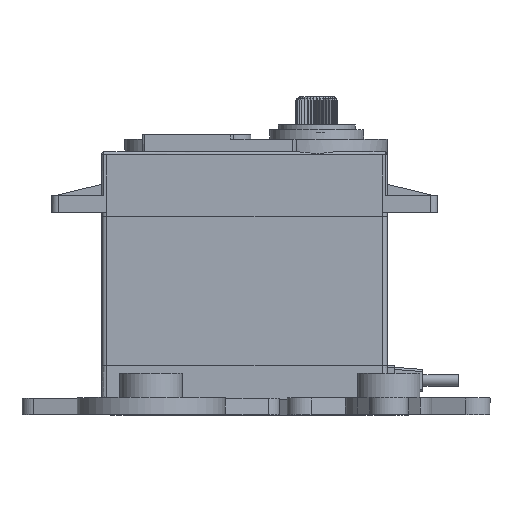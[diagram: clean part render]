
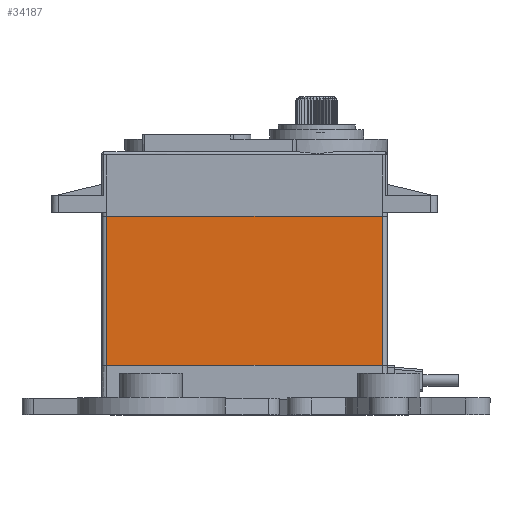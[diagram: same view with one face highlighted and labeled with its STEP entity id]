
A CAD part, top view. The second image highlights one B-rep face of the part: STEP entity #34187.
In plain terms, the highlighted free-form (B-spline) face has degree [1, 1] with [2, 2] control points.
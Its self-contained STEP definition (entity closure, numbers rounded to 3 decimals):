
#33874 = VERTEX_POINT('',#33875);
#33875 = CARTESIAN_POINT('',(19.465,-21.538,
    9.96));
#33881 = EDGE_CURVE('',#33874,#33882,#33884,.T.);
#33882 = VERTEX_POINT('',#33883);
#33883 = CARTESIAN_POINT('',(-19.465,-21.538,
    9.96));
#33884 = B_SPLINE_CURVE_WITH_KNOTS('',1,(#33885,#33886),.UNSPECIFIED.,
  .F.,.F.,(2,2),(0.,38.5),.PIECEWISE_BEZIER_KNOTS.);
#33885 = CARTESIAN_POINT('',(19.465,-21.538,
    9.96));
#33886 = CARTESIAN_POINT('',(-19.465,-21.538,
    9.96));
#33989 = VERTEX_POINT('',#33990);
#33990 = CARTESIAN_POINT('',(-19.465,-0.506,
    9.96));
#33996 = EDGE_CURVE('',#33997,#33989,#33999,.T.);
#33997 = VERTEX_POINT('',#33998);
#33998 = CARTESIAN_POINT('',(19.465,-0.506,
    9.96));
#33999 = B_SPLINE_CURVE_WITH_KNOTS('',1,(#34000,#34001),.UNSPECIFIED.,
  .F.,.F.,(2,2),(0.,38.5),.PIECEWISE_BEZIER_KNOTS.);
#34000 = CARTESIAN_POINT('',(19.465,-0.506,
    9.96));
#34001 = CARTESIAN_POINT('',(-19.465,-0.506,
    9.96));
#34174 = EDGE_CURVE('',#33874,#33997,#34175,.T.);
#34175 = B_SPLINE_CURVE_WITH_KNOTS('',1,(#34176,#34177),.UNSPECIFIED.,
  .F.,.F.,(2,2),(0.,20.8),.PIECEWISE_BEZIER_KNOTS.);
#34176 = CARTESIAN_POINT('',(19.465,-21.538,
    9.96));
#34177 = CARTESIAN_POINT('',(19.465,-0.506,
    9.96));
#34187 = ADVANCED_FACE('',(#34188),#34198,.F.);
#34188 = FACE_BOUND('',#34189,.T.);
#34189 = EDGE_LOOP('',(#34190,#34191,#34196,#34197));
#34190 = ORIENTED_EDGE('',*,*,#33996,.T.);
#34191 = ORIENTED_EDGE('',*,*,#34192,.F.);
#34192 = EDGE_CURVE('',#33882,#33989,#34193,.T.);
#34193 = B_SPLINE_CURVE_WITH_KNOTS('',1,(#34194,#34195),.UNSPECIFIED.,
  .F.,.F.,(2,2),(0.,20.8),.PIECEWISE_BEZIER_KNOTS.);
#34194 = CARTESIAN_POINT('',(-19.465,-21.538,
    9.96));
#34195 = CARTESIAN_POINT('',(-19.465,-0.506,
    9.96));
#34196 = ORIENTED_EDGE('',*,*,#33881,.F.);
#34197 = ORIENTED_EDGE('',*,*,#34174,.T.);
#34198 = B_SPLINE_SURFACE_WITH_KNOTS('',1,1,(
    (#34199,#34200)
    ,(#34201,#34202
    )),.UNSPECIFIED.,.F.,.F.,.F.,(2,2),(2,2),(0.,38.5),(0.,20.8),
  .PIECEWISE_BEZIER_KNOTS.);
#34199 = CARTESIAN_POINT('',(19.465,-21.538,
    9.96));
#34200 = CARTESIAN_POINT('',(19.465,-0.506,
    9.96));
#34201 = CARTESIAN_POINT('',(-19.465,-21.538,
    9.96));
#34202 = CARTESIAN_POINT('',(-19.465,-0.506,
    9.96));
